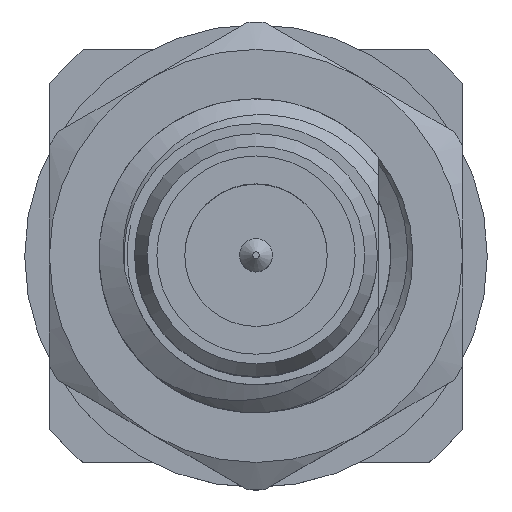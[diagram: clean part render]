
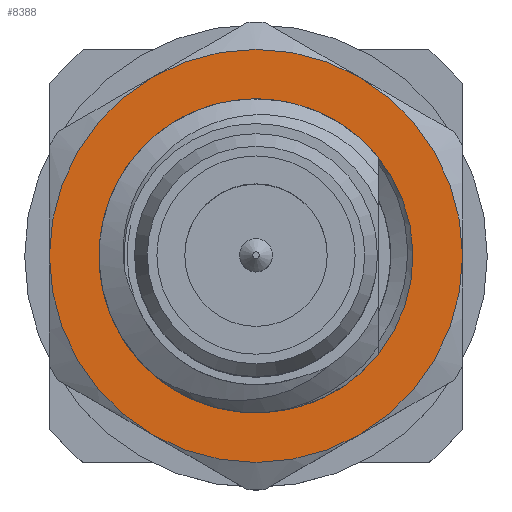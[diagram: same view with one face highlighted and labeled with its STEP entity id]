
A CAD part, top view. The second image highlights one B-rep face of the part: STEP entity #8388.
In plain terms, the highlighted planar face has unit normal (0, 0, 1).
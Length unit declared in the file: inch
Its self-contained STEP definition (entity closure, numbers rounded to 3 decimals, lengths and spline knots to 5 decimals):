
#40 = ORIENTED_EDGE ( 'NONE', *, *, #3704, .T. ) ;
#61 = CARTESIAN_POINT ( 'NONE',  ( 0., 0., 0.14 ) ) ;
#152 = CIRCLE ( 'NONE', #6733, 0.125 ) ;
#338 = DIRECTION ( 'NONE',  ( 0., -1., 0. ) ) ;
#772 = DIRECTION ( 'NONE',  ( 0., -1., 0. ) ) ;
#1198 = CARTESIAN_POINT ( 'NONE',  ( 0.0625, 0.10825, 0.14 ) ) ;
#1244 = DIRECTION ( 'NONE',  ( 0., -1., 0. ) ) ;
#1402 = CARTESIAN_POINT ( 'NONE',  ( 0., 0., 0.14 ) ) ;
#1491 = CARTESIAN_POINT ( 'NONE',  ( 0., 0., 0.14 ) ) ;
#1570 = VERTEX_POINT ( 'NONE', #9756 ) ;
#1929 = EDGE_CURVE ( 'NONE', #1570, #5445, #6758, .T. ) ;
#2354 = AXIS2_PLACEMENT_3D ( 'NONE', #1402, #8935, #338 ) ;
#2434 = DIRECTION ( 'NONE',  ( 0., 0., 1. ) ) ;
#2435 = EDGE_LOOP ( 'NONE', ( #4879, #8658 ) ) ;
#2487 = FACE_OUTER_BOUND ( 'NONE', #6650, .T. ) ;
#2604 = PLANE ( 'NONE',  #5545 ) ;
#3071 = VERTEX_POINT ( 'NONE', #5876 ) ;
#3253 = DIRECTION ( 'NONE',  ( 0., -1., 0. ) ) ;
#3286 = DIRECTION ( 'NONE',  ( 0., -1., 0. ) ) ;
#3428 = FACE_BOUND ( 'NONE', #2435, .T. ) ;
#3621 = CIRCLE ( 'NONE', #4218, 0.125 ) ;
#3704 = EDGE_CURVE ( 'NONE', #11970, #4757, #3621, .T. ) ;
#3761 = EDGE_CURVE ( 'NONE', #7818, #3071, #4231, .T. ) ;
#3996 = CARTESIAN_POINT ( 'NONE',  ( -0.06656, 0.06778, 0.14 ) ) ;
#4218 = AXIS2_PLACEMENT_3D ( 'NONE', #6612, #9654, #1244 ) ;
#4231 = CIRCLE ( 'NONE', #11176, 0.095 ) ;
#4548 = CIRCLE ( 'NONE', #6142, 0.125 ) ;
#4757 = VERTEX_POINT ( 'NONE', #9874 ) ;
#4785 = CARTESIAN_POINT ( 'NONE',  ( -0.0625, -0.10825, 0.14 ) ) ;
#4879 = ORIENTED_EDGE ( 'NONE', *, *, #3761, .F. ) ;
#5062 = EDGE_CURVE ( 'NONE', #5445, #11970, #5277, .T. ) ;
#5171 = CARTESIAN_POINT ( 'NONE',  ( -0.125, 0., 0.14 ) ) ;
#5277 = CIRCLE ( 'NONE', #12229, 0.125 ) ;
#5392 = VERTEX_POINT ( 'NONE', #1198 ) ;
#5445 = VERTEX_POINT ( 'NONE', #5171 ) ;
#5473 = DIRECTION ( 'NONE',  ( 0., 0., 1. ) ) ;
#5545 = AXIS2_PLACEMENT_3D ( 'NONE', #8334, #8271, #6355 ) ;
#5695 = VERTEX_POINT ( 'NONE', #7218 ) ;
#5778 = EDGE_CURVE ( 'NONE', #3071, #7818, #11056, .T. ) ;
#5876 = CARTESIAN_POINT ( 'NONE',  ( 0., 0.095, 0.14 ) ) ;
#5906 = AXIS2_PLACEMENT_3D ( 'NONE', #11126, #5473, #772 ) ;
#6006 = CARTESIAN_POINT ( 'NONE',  ( 0., 0., 0.14 ) ) ;
#6064 = DIRECTION ( 'NONE',  ( 0., 0., 1. ) ) ;
#6142 = AXIS2_PLACEMENT_3D ( 'NONE', #1491, #8093, #3253 ) ;
#6355 = DIRECTION ( 'NONE',  ( 0., -1., 0. ) ) ;
#6509 = DIRECTION ( 'NONE',  ( 0., -1., 0. ) ) ;
#6612 = CARTESIAN_POINT ( 'NONE',  ( 0., 0., 0.14 ) ) ;
#6650 = EDGE_LOOP ( 'NONE', ( #40, #7876, #8978, #9869, #9164, #9044 ) ) ;
#6733 = AXIS2_PLACEMENT_3D ( 'NONE', #7526, #2434, #10970 ) ;
#6758 = CIRCLE ( 'NONE', #8342, 0.125 ) ;
#6988 = DIRECTION ( 'NONE',  ( 0., -1., 0. ) ) ;
#7081 = DIRECTION ( 'NONE',  ( 0., 0., 1. ) ) ;
#7218 = CARTESIAN_POINT ( 'NONE',  ( 0.125, 0., 0.14 ) ) ;
#7526 = CARTESIAN_POINT ( 'NONE',  ( 0., 0., 0.14 ) ) ;
#7818 = VERTEX_POINT ( 'NONE', #3996 ) ;
#7876 = ORIENTED_EDGE ( 'NONE', *, *, #9103, .T. ) ;
#8093 = DIRECTION ( 'NONE',  ( 0., 0., 1. ) ) ;
#8271 = DIRECTION ( 'NONE',  ( 0., 0., 1. ) ) ;
#8334 = CARTESIAN_POINT ( 'NONE',  ( -0.125, 0.07217, 0.14 ) ) ;
#8342 = AXIS2_PLACEMENT_3D ( 'NONE', #8998, #7081, #3286 ) ;
#8388 = ADVANCED_FACE ( 'NONE', ( #3428, #2487 ), #2604, .T. ) ;
#8658 = ORIENTED_EDGE ( 'NONE', *, *, #5778, .F. ) ;
#8714 = CIRCLE ( 'NONE', #2354, 0.125 ) ;
#8935 = DIRECTION ( 'NONE',  ( 0., 0., 1. ) ) ;
#8978 = ORIENTED_EDGE ( 'NONE', *, *, #9790, .T. ) ;
#8998 = CARTESIAN_POINT ( 'NONE',  ( 0., 0., 0.14 ) ) ;
#9044 = ORIENTED_EDGE ( 'NONE', *, *, #5062, .T. ) ;
#9103 = EDGE_CURVE ( 'NONE', #4757, #5695, #4548, .T. ) ;
#9164 = ORIENTED_EDGE ( 'NONE', *, *, #1929, .T. ) ;
#9654 = DIRECTION ( 'NONE',  ( 0., 0., 1. ) ) ;
#9756 = CARTESIAN_POINT ( 'NONE',  ( -0.0625, 0.10825, 0.14 ) ) ;
#9790 = EDGE_CURVE ( 'NONE', #5695, #5392, #8714, .T. ) ;
#9869 = ORIENTED_EDGE ( 'NONE', *, *, #10475, .T. ) ;
#9874 = CARTESIAN_POINT ( 'NONE',  ( 0.0625, -0.10825, 0.14 ) ) ;
#10475 = EDGE_CURVE ( 'NONE', #5392, #1570, #152, .T. ) ;
#10548 = DIRECTION ( 'NONE',  ( 0., 0., 1. ) ) ;
#10970 = DIRECTION ( 'NONE',  ( 0., -1., 0. ) ) ;
#11056 = CIRCLE ( 'NONE', #5906, 0.095 ) ;
#11126 = CARTESIAN_POINT ( 'NONE',  ( 0., 0., 0.14 ) ) ;
#11176 = AXIS2_PLACEMENT_3D ( 'NONE', #6006, #6064, #6988 ) ;
#11970 = VERTEX_POINT ( 'NONE', #4785 ) ;
#12229 = AXIS2_PLACEMENT_3D ( 'NONE', #61, #10548, #6509 ) ;
